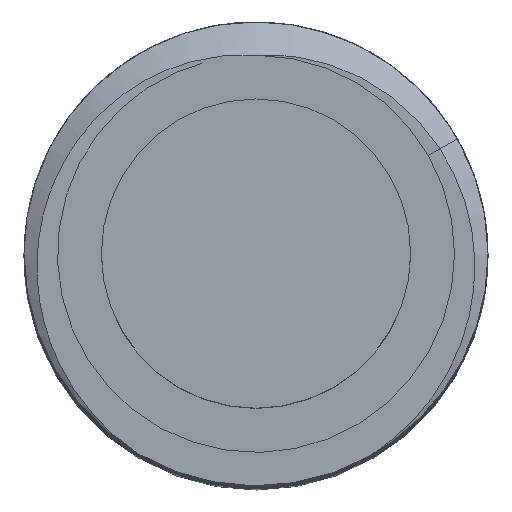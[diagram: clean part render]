
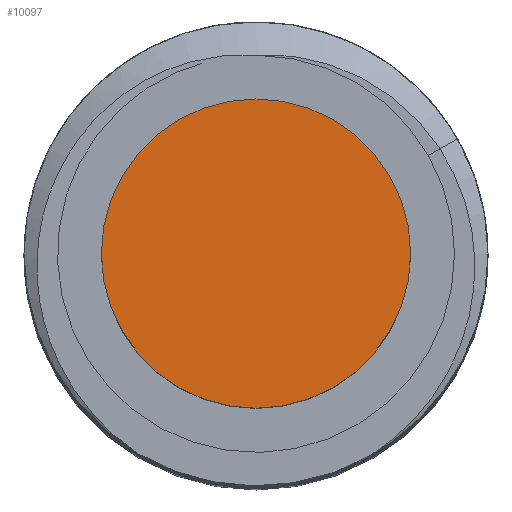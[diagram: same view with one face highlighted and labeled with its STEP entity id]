
A CAD part, top view. The second image highlights one B-rep face of the part: STEP entity #10097.
In plain terms, the highlighted planar face has unit normal (0, 0, 1).
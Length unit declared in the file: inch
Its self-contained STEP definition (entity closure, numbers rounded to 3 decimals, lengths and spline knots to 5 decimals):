
#3231 = DIRECTION ( 'NONE',  ( 0., 0., 1. ) ) ;
#4878 = AXIS2_PLACEMENT_3D ( 'NONE', #10014, #12120, #18696 ) ;
#4911 = FACE_OUTER_BOUND ( 'NONE', #9918, .T. ) ;
#5765 = AXIS2_PLACEMENT_3D ( 'NONE', #6643, #21490, #15064 ) ;
#6643 = CARTESIAN_POINT ( 'NONE',  ( 0., 0., 0.5315 ) ) ;
#6760 = VERTEX_POINT ( 'NONE', #19917 ) ;
#9656 = DIRECTION ( 'NONE',  ( 1., 0., 0. ) ) ;
#9918 = EDGE_LOOP ( 'NONE', ( #17341, #10234 ) ) ;
#9959 = CARTESIAN_POINT ( 'NONE',  ( -0.03937, 0., 0.5315 ) ) ;
#10014 = CARTESIAN_POINT ( 'NONE',  ( 0., 0., 0.5315 ) ) ;
#10097 = ADVANCED_FACE ( 'NONE', ( #4911 ), #13879, .T. ) ;
#10234 = ORIENTED_EDGE ( 'NONE', *, *, #15938, .F. ) ;
#12120 = DIRECTION ( 'NONE',  ( 0., 0., -1. ) ) ;
#12226 = VERTEX_POINT ( 'NONE', #9959 ) ;
#13841 = CIRCLE ( 'NONE', #5765, 0.03937 ) ;
#13879 = PLANE ( 'NONE',  #19605 ) ;
#15064 = DIRECTION ( 'NONE',  ( 1., 0., 0. ) ) ;
#15559 = EDGE_CURVE ( 'NONE', #6760, #12226, #25920, .T. ) ;
#15938 = EDGE_CURVE ( 'NONE', #12226, #6760, #13841, .T. ) ;
#17341 = ORIENTED_EDGE ( 'NONE', *, *, #15559, .F. ) ;
#18696 = DIRECTION ( 'NONE',  ( 1., 0., 0. ) ) ;
#19605 = AXIS2_PLACEMENT_3D ( 'NONE', #26356, #3231, #9656 ) ;
#19917 = CARTESIAN_POINT ( 'NONE',  ( 0.03937, 0., 0.5315 ) ) ;
#21490 = DIRECTION ( 'NONE',  ( 0., 0., -1. ) ) ;
#25920 = CIRCLE ( 'NONE', #4878, 0.03937 ) ;
#26356 = CARTESIAN_POINT ( 'NONE',  ( 0., 0., 0.5315 ) ) ;
